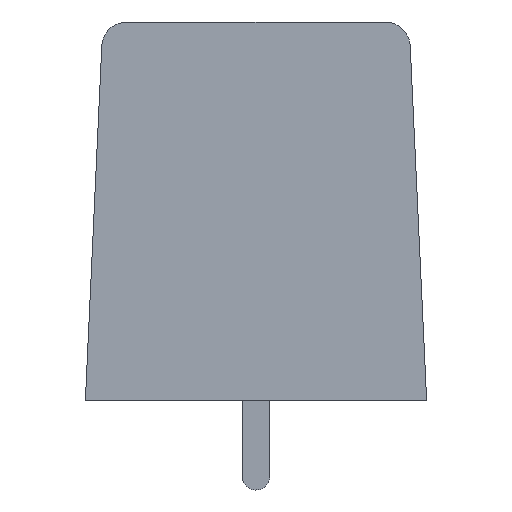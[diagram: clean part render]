
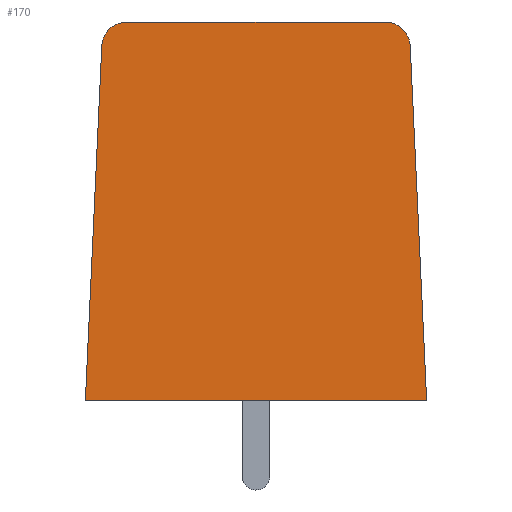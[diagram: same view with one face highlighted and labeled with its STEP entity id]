
A CAD part, left-side view. The second image highlights one B-rep face of the part: STEP entity #170.
In plain terms, the highlighted planar face has unit normal (-1, 0, 0.017).
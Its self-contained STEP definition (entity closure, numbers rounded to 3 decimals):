
#170=ADVANCED_FACE('',(#392),#3566,.T.);
#392=FACE_OUTER_BOUND('',#621,.T.);
#621=EDGE_LOOP('',(#1071,#1072,#1073,#1074,#1075,#1076));
#1071=ORIENTED_EDGE('',*,*,#2048,.F.);
#1072=ORIENTED_EDGE('',*,*,#2056,.F.);
#1073=ORIENTED_EDGE('',*,*,#2050,.F.);
#1074=ORIENTED_EDGE('',*,*,#2059,.F.);
#1075=ORIENTED_EDGE('',*,*,#2058,.F.);
#1076=ORIENTED_EDGE('',*,*,#2060,.F.);
#2048=EDGE_CURVE('',#3146,#3149,#2593,.T.);
#2050=EDGE_CURVE('',#3151,#3148,#2595,.T.);
#2056=EDGE_CURVE('',#3148,#3146,#2597,.T.);
#2058=EDGE_CURVE('',#3155,#3153,#2599,.T.);
#2059=EDGE_CURVE('',#3153,#3151,#2600,.T.);
#2060=EDGE_CURVE('',#3149,#3155,#2601,.T.);
#2593=B_SPLINE_CURVE_WITH_KNOTS('',3,(#4833,#4834,#4835,#4836),
 .UNSPECIFIED.,.F.,.F.,(4,4),(0.,14.163),.UNSPECIFIED.);
#2595=B_SPLINE_CURVE_WITH_KNOTS('',3,(#4841,#4842,#4843,#4844),
 .UNSPECIFIED.,.F.,.F.,(4,4),(0.,14.163),.UNSPECIFIED.);
#2597=B_SPLINE_CURVE_WITH_KNOTS('',1,(#4857,#4858),.UNSPECIFIED.,.F.,.F.,
(2,2),(34.9,48.5),.UNSPECIFIED.);
#2599=B_SPLINE_CURVE_WITH_KNOTS('',1,(#4861,#4862),.UNSPECIFIED.,.F.,.F.,
(2,2),(-96.345,-86.055),.UNSPECIFIED.);
#2600=B_SPLINE_CURVE_WITH_KNOTS('',3,(#4863,#4864,#4865,#4866,#4867,#4868,
#4869),.UNSPECIFIED.,.F.,.F.,(4,3,4),(0.,0.781,1.562),
 .UNSPECIFIED.);
#2601=B_SPLINE_CURVE_WITH_KNOTS('',3,(#4870,#4871,#4872,#4873,#4874,#4875,
#4876),.UNSPECIFIED.,.F.,.F.,(4,3,4),(0.,0.781,1.562),
 .UNSPECIFIED.);
#3146=VERTEX_POINT('',#4416);
#3148=VERTEX_POINT('',#4418);
#3149=VERTEX_POINT('',#4419);
#3151=VERTEX_POINT('',#4421);
#3153=VERTEX_POINT('',#4423);
#3155=VERTEX_POINT('',#4425);
#3566=PLANE('',#3727);
#3727=AXIS2_PLACEMENT_3D('',#4239,#3893,$);
#3893=DIRECTION('',(-1.,0.,0.017));
#4239=CARTESIAN_POINT('',(-5.125,-21.7,0.));
#4416=CARTESIAN_POINT('',(-5.125,26.8,0.));
#4418=CARTESIAN_POINT('',(-5.125,13.2,0.));
#4419=CARTESIAN_POINT('',(-4.891,26.144,14.146));
#4421=CARTESIAN_POINT('',(-4.891,13.856,14.146));
#4423=CARTESIAN_POINT('',(-4.875,14.855,15.1));
#4425=CARTESIAN_POINT('',(-4.875,25.145,15.1));
#4833=CARTESIAN_POINT('',(-5.125,26.8,0.));
#4834=CARTESIAN_POINT('',(-5.047,26.581,4.715));
#4835=CARTESIAN_POINT('',(-4.969,26.363,9.431));
#4836=CARTESIAN_POINT('',(-4.891,26.144,14.146));
#4841=CARTESIAN_POINT('',(-4.891,13.856,14.146));
#4842=CARTESIAN_POINT('',(-4.969,13.637,9.431));
#4843=CARTESIAN_POINT('',(-5.047,13.419,4.715));
#4844=CARTESIAN_POINT('',(-5.125,13.2,0.));
#4857=CARTESIAN_POINT('',(-5.125,13.2,0.));
#4858=CARTESIAN_POINT('',(-5.125,26.8,0.));
#4861=CARTESIAN_POINT('',(-4.875,25.145,15.1));
#4862=CARTESIAN_POINT('',(-4.875,14.855,15.1));
#4863=CARTESIAN_POINT('',(-4.875,14.855,15.1));
#4864=CARTESIAN_POINT('',(-4.875,14.598,15.1));
#4865=CARTESIAN_POINT('',(-4.877,14.35,15.001));
#4866=CARTESIAN_POINT('',(-4.88,14.164,14.823));
#4867=CARTESIAN_POINT('',(-4.883,13.978,14.646));
#4868=CARTESIAN_POINT('',(-4.887,13.868,14.403));
#4869=CARTESIAN_POINT('',(-4.891,13.856,14.146));
#4870=CARTESIAN_POINT('',(-4.891,26.144,14.146));
#4871=CARTESIAN_POINT('',(-4.887,26.132,14.403));
#4872=CARTESIAN_POINT('',(-4.883,26.022,14.646));
#4873=CARTESIAN_POINT('',(-4.88,25.836,14.823));
#4874=CARTESIAN_POINT('',(-4.877,25.65,15.001));
#4875=CARTESIAN_POINT('',(-4.875,25.402,15.1));
#4876=CARTESIAN_POINT('',(-4.875,25.145,15.1));
